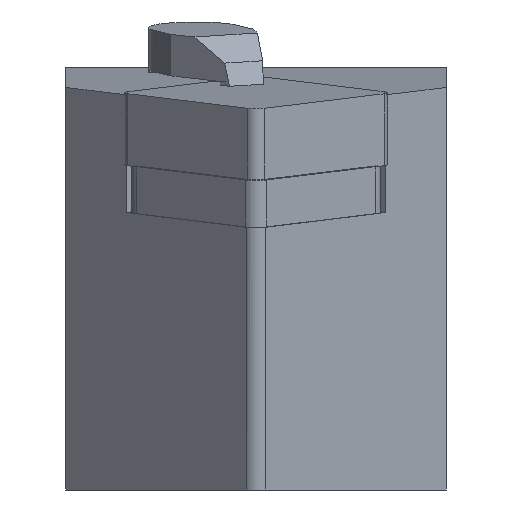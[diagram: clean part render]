
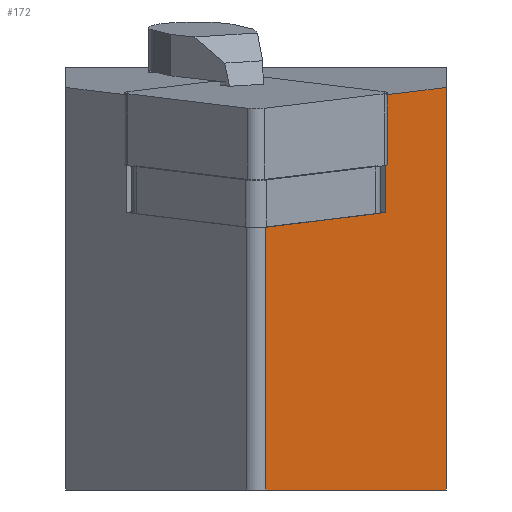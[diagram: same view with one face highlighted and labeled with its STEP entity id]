
A CAD part, left-side view. The second image highlights one B-rep face of the part: STEP entity #172.
In plain terms, the highlighted planar face has unit normal (-0.702, -0.707, -0.086).
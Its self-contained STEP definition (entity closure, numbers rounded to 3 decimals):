
#172=ADVANCED_FACE('',(#260),#223,.F.);
#223=PLANE('',#1112);
#260=FACE_OUTER_BOUND('',#311,.T.);
#311=EDGE_LOOP('',(#406,#407,#408,#409,#410,#411,#412));
#406=ORIENTED_EDGE('',*,*,#739,.T.);
#407=ORIENTED_EDGE('',*,*,#753,.F.);
#408=ORIENTED_EDGE('',*,*,#777,.F.);
#409=ORIENTED_EDGE('',*,*,#778,.T.);
#410=ORIENTED_EDGE('',*,*,#779,.F.);
#411=ORIENTED_EDGE('',*,*,#768,.F.);
#412=ORIENTED_EDGE('',*,*,#761,.F.);
#642=VERTEX_POINT('',#1467);
#643=VERTEX_POINT('',#1469);
#653=VERTEX_POINT('',#1495);
#661=VERTEX_POINT('',#1513);
#666=VERTEX_POINT('',#1527);
#672=VERTEX_POINT('',#1544);
#673=VERTEX_POINT('',#1546);
#739=EDGE_CURVE('',#643,#642,#881,.T.);
#753=EDGE_CURVE('',#653,#642,#893,.T.);
#761=EDGE_CURVE('',#643,#661,#898,.T.);
#768=EDGE_CURVE('',#661,#666,#905,.T.);
#777=EDGE_CURVE('',#672,#653,#914,.T.);
#778=EDGE_CURVE('',#672,#673,#915,.T.);
#779=EDGE_CURVE('',#666,#673,#916,.T.);
#881=LINE('',#1468,#991);
#893=LINE('',#1496,#1003);
#898=LINE('',#1512,#1008);
#905=LINE('',#1526,#1015);
#914=LINE('',#1543,#1024);
#915=LINE('',#1545,#1025);
#916=LINE('',#1547,#1026);
#991=VECTOR('',#1187,1.);
#1003=VECTOR('',#1209,1.);
#1008=VECTOR('',#1222,1.);
#1015=VECTOR('',#1233,1.);
#1024=VECTOR('',#1246,1.);
#1025=VECTOR('',#1247,1.);
#1026=VECTOR('',#1248,1.);
#1112=AXIS2_PLACEMENT_3D('',#1548,#1249,#1250);
#1187=DIRECTION('',(0.122,0.,-0.993));
#1209=DIRECTION('',(0.702,-0.707,0.086));
#1222=DIRECTION('',(0.702,-0.707,0.086));
#1233=DIRECTION('',(0.122,0.,-0.993));
#1246=DIRECTION('',(0.702,-0.707,0.086));
#1247=DIRECTION('',(0.122,0.,-0.993));
#1248=DIRECTION('',(-0.71,0.704,0.));
#1249=DIRECTION('',(0.702,0.707,0.086));
#1250=DIRECTION('',(-0.71,0.704,0.));
#1467=CARTESIAN_POINT('',(19.901,-42.041,-13.506));
#1468=CARTESIAN_POINT('',(17.464,-42.041,6.345));
#1469=CARTESIAN_POINT('',(18.004,-42.041,1.948));
#1495=CARTESIAN_POINT('',(19.109,-41.244,-13.603));
#1496=CARTESIAN_POINT('',(27.8,-50.,-12.536));
#1512=CARTESIAN_POINT('',(25.903,-50.,2.918));
#1513=CARTESIAN_POINT('',(25.903,-50.,2.918));
#1526=CARTESIAN_POINT('',(33.179,-50.,-56.337));
#1527=CARTESIAN_POINT('',(32.401,-50.,-50.));
#1543=CARTESIAN_POINT('',(27.8,-50.,-12.536));
#1544=CARTESIAN_POINT('',(4.25,-26.273,-15.427));
#1545=CARTESIAN_POINT('',(9.628,-26.273,-59.228));
#1546=CARTESIAN_POINT('',(8.495,-26.273,-50.));
#1547=CARTESIAN_POINT('',(32.792,-50.389,-50.));
#1548=CARTESIAN_POINT('',(33.179,-50.,-56.337));
